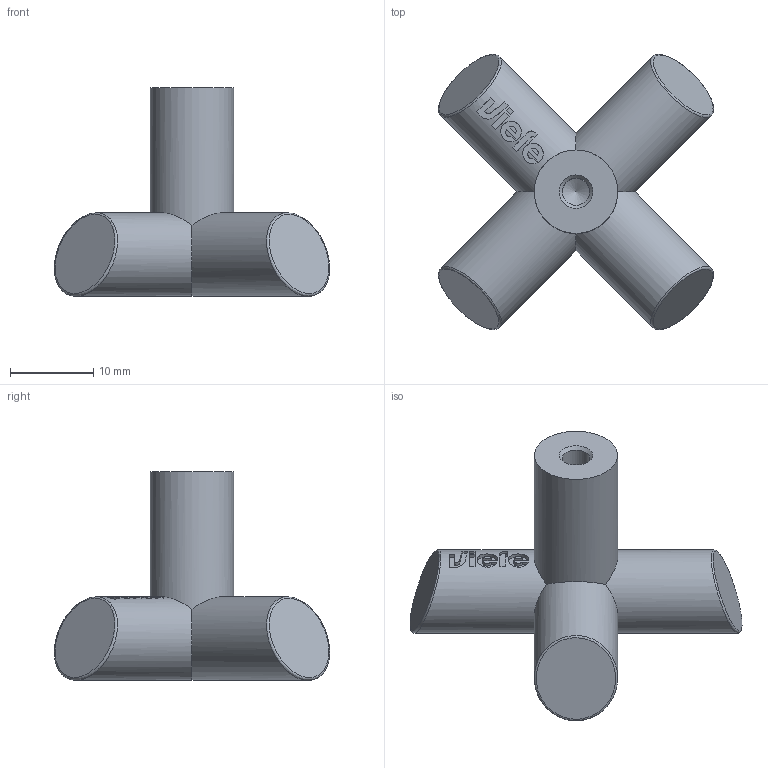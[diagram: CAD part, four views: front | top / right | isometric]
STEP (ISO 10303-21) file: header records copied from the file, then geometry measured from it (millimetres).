
FILE_DESCRIPTION(/* description */ ('SolidWorks IGES file using analytic representation for surfaces '),/* implementation_level */ '2;1');
FILE_NAME(/* name */ '0614_040_01.stp',/* time_stamp */ '2023-01-03T09:22:21+01:00',/* author */ ('jferrer'),/* organization */ (''),/* preprocessor_version */ 'ST-DEVELOPER v18.1',/* originating_system */ 'Autodesk Inventor 2022',/* authorisation */ '');
FILE_SCHEMA (('CONFIG_CONTROL_DESIGN'));
Length unit declared in the file: millimetre
Products named in the file (1): 0614_040_01
Bounding box: 32.98 x 32.98 x 25 mm (x, y, z)
Volume: 6146.9 mm3; surface area: 2810.1 mm2
Topology: 1 solids, 1 shells, 68 faces, 177 edges, 119 vertices
Faces by surface type: plane 43, cylinder 19, bspline 4, cone 2
Full cylindrical faces by diameter (mm): 3.242 x1, 10 x5
Entity records: 2651 total; most frequent: CARTESIAN_POINT 901, ORIENTED_EDGE 352, DIRECTION 342, EDGE_CURVE 176, AXIS2_PLACEMENT_3D 120, VERTEX_POINT 119, LINE 102, VECTOR 102
